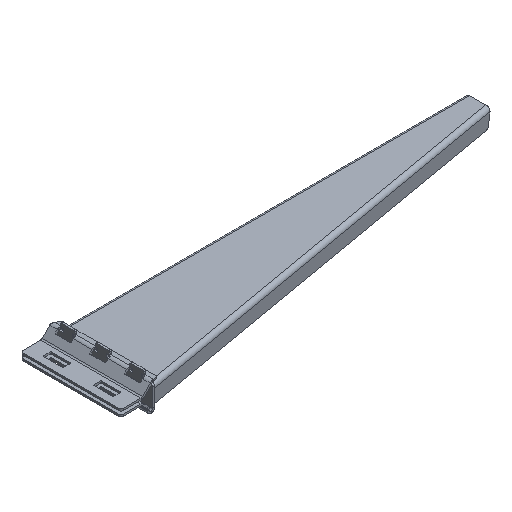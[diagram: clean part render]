
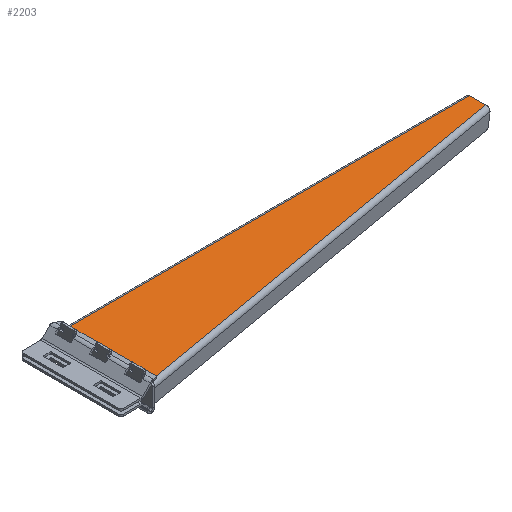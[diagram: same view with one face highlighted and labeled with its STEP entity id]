
A CAD part, isometric view. The second image highlights one B-rep face of the part: STEP entity #2203.
In plain terms, the highlighted planar face has unit normal (0, 0, 1).
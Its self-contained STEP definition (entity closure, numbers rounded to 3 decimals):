
#862=DIRECTION('',(0.985,0.172,0.));
#863=VECTOR('',#862,827.388);
#864=CARTESIAN_POINT('',(0.,34.605,4.));
#865=LINE('',#864,#863);
#866=DIRECTION('',(0.,-1.,0.));
#867=VECTOR('',#866,174.786);
#868=CARTESIAN_POINT('',(0.,209.391,4.));
#869=LINE('',#868,#867);
#870=DIRECTION('',(1.,0.,0.));
#871=VECTOR('',#870,815.);
#872=CARTESIAN_POINT('',(0.,209.391,4.));
#873=LINE('',#872,#871);
#874=DIRECTION('',(0.,1.,0.));
#875=VECTOR('',#874,32.148);
#876=CARTESIAN_POINT('',(815.,177.243,4.));
#877=LINE('',#876,#875);
#1599=CARTESIAN_POINT('',(0.,209.391,4.));
#1600=VERTEX_POINT('',#1599);
#1605=CARTESIAN_POINT('',(815.,209.391,4.));
#1606=VERTEX_POINT('',#1605);
#1615=CARTESIAN_POINT('',(815.,177.243,4.));
#1616=VERTEX_POINT('',#1615);
#1617=CARTESIAN_POINT('',(0.,34.605,4.));
#1618=VERTEX_POINT('',#1617);
#2190=CARTESIAN_POINT('',(0.,0.,4.));
#2191=DIRECTION('',(0.,0.,1.));
#2192=DIRECTION('',(1.,0.,0.));
#2193=AXIS2_PLACEMENT_3D('',#2190,#2191,#2192);
#2194=PLANE('',#2193);
#2196=ORIENTED_EDGE('',*,*,#2195,.F.);
#2197=ORIENTED_EDGE('',*,*,#2185,.F.);
#2198=ORIENTED_EDGE('',*,*,#1675,.T.);
#2200=ORIENTED_EDGE('',*,*,#2199,.F.);
#2201=EDGE_LOOP('',(#2196,#2197,#2198,#2200));
#2202=FACE_OUTER_BOUND('',#2201,.F.);
#2203=ADVANCED_FACE('',(#2202),#2194,.T.);
#1675=EDGE_CURVE('',#1600,#1606,#873,.T.);
#2185=EDGE_CURVE('',#1600,#1618,#869,.T.);
#2195=EDGE_CURVE('',#1618,#1616,#865,.T.);
#2199=EDGE_CURVE('',#1616,#1606,#877,.T.);
